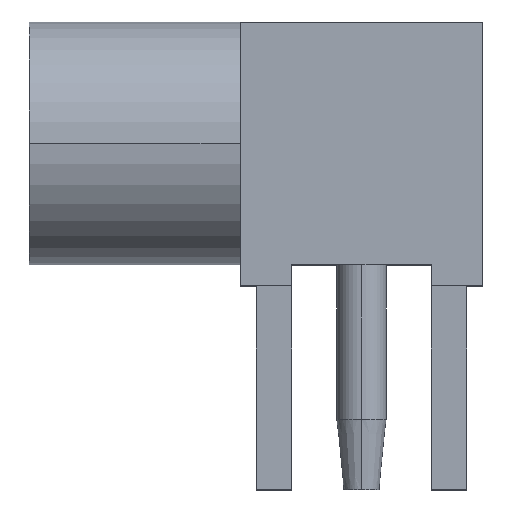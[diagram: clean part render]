
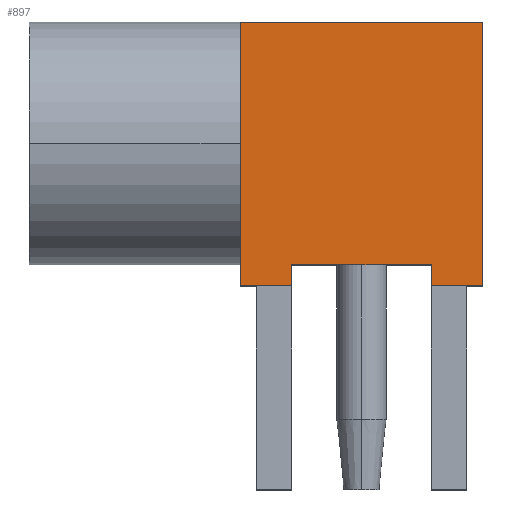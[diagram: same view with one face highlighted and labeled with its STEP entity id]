
A CAD part, top view. The second image highlights one B-rep face of the part: STEP entity #897.
In plain terms, the highlighted planar face has unit normal (0, 0, 1).
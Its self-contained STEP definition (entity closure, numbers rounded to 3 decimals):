
#83 = VECTOR ( 'NONE', #942, 1000. ) ;
#96 = CARTESIAN_POINT ( 'NONE',  ( 5.72, -2.025, 1.725 ) ) ;
#122 = VECTOR ( 'NONE', #1286, 1000. ) ;
#127 = DIRECTION ( 'NONE',  ( 1., 0., 0. ) ) ;
#165 = EDGE_CURVE ( 'NONE', #492, #1664, #1465, .T. ) ;
#175 = AXIS2_PLACEMENT_3D ( 'NONE', #637, #1692, #788 ) ;
#198 = CARTESIAN_POINT ( 'NONE',  ( 6.45, 1.725, 1.725 ) ) ;
#204 = VERTEX_POINT ( 'NONE', #660 ) ;
#269 = VECTOR ( 'NONE', #506, 1000. ) ;
#276 = CARTESIAN_POINT ( 'NONE',  ( 3., 1.725, 1.725 ) ) ;
#284 = ORIENTED_EDGE ( 'NONE', *, *, #628, .F. ) ;
#308 = CARTESIAN_POINT ( 'NONE',  ( 6.45, -2.025, 1.725 ) ) ;
#362 = EDGE_CURVE ( 'NONE', #1568, #1104, #1868, .T. ) ;
#434 = CARTESIAN_POINT ( 'NONE',  ( 3., 1.725, 1.725 ) ) ;
#459 = LINE ( 'NONE', #198, #83 ) ;
#492 = VERTEX_POINT ( 'NONE', #1882 ) ;
#506 = DIRECTION ( 'NONE',  ( 0., -1., 0. ) ) ;
#536 = DIRECTION ( 'NONE',  ( 0., 1., 0. ) ) ;
#553 = EDGE_CURVE ( 'NONE', #1669, #1664, #783, .T. ) ;
#599 = VECTOR ( 'NONE', #1524, 1000. ) ;
#602 = EDGE_CURVE ( 'NONE', #1041, #1669, #1799, .T. ) ;
#622 = ORIENTED_EDGE ( 'NONE', *, *, #165, .T. ) ;
#628 = EDGE_CURVE ( 'NONE', #204, #1404, #1461, .T. ) ;
#637 = CARTESIAN_POINT ( 'NONE',  ( 3., 1.725, 1.725 ) ) ;
#653 = VECTOR ( 'NONE', #760, 1000. ) ;
#656 = CARTESIAN_POINT ( 'NONE',  ( 3., -1.725, 1.725 ) ) ;
#660 = CARTESIAN_POINT ( 'NONE',  ( 3.73, -2.025, 1.725 ) ) ;
#676 = ORIENTED_EDGE ( 'NONE', *, *, #828, .F. ) ;
#732 = CARTESIAN_POINT ( 'NONE',  ( 5.72, -1.725, 1.725 ) ) ;
#760 = DIRECTION ( 'NONE',  ( 1., 0., 0. ) ) ;
#782 = DIRECTION ( 'NONE',  ( 0., -1., 0. ) ) ;
#783 = LINE ( 'NONE', #96, #1156 ) ;
#788 = DIRECTION ( 'NONE',  ( 0., -1., 0. ) ) ;
#828 = EDGE_CURVE ( 'NONE', #1353, #1041, #459, .T. ) ;
#830 = ORIENTED_EDGE ( 'NONE', *, *, #1641, .F. ) ;
#851 = ORIENTED_EDGE ( 'NONE', *, *, #1900, .T. ) ;
#897 = ADVANCED_FACE ( 'NONE', ( #1048 ), #1862, .T. ) ;
#942 = DIRECTION ( 'NONE',  ( 0., -1., 0. ) ) ;
#973 = CARTESIAN_POINT ( 'NONE',  ( 3.73, -2.025, 1.725 ) ) ;
#978 = VECTOR ( 'NONE', #782, 1000. ) ;
#1032 = LINE ( 'NONE', #1254, #978 ) ;
#1041 = VERTEX_POINT ( 'NONE', #1434 ) ;
#1048 = FACE_OUTER_BOUND ( 'NONE', #1383, .T. ) ;
#1056 = VECTOR ( 'NONE', #1231, 1000. ) ;
#1082 = CARTESIAN_POINT ( 'NONE',  ( 3., -2.025, 1.725 ) ) ;
#1104 = VERTEX_POINT ( 'NONE', #1533 ) ;
#1119 = CARTESIAN_POINT ( 'NONE',  ( 6.45, 1.725, 1.725 ) ) ;
#1127 = ORIENTED_EDGE ( 'NONE', *, *, #553, .F. ) ;
#1156 = VECTOR ( 'NONE', #536, 1000. ) ;
#1231 = DIRECTION ( 'NONE',  ( -1., 0., 0. ) ) ;
#1254 = CARTESIAN_POINT ( 'NONE',  ( 3., 1.725, 1.725 ) ) ;
#1265 = LINE ( 'NONE', #276, #1607 ) ;
#1286 = DIRECTION ( 'NONE',  ( 0., 1., 0. ) ) ;
#1289 = LINE ( 'NONE', #973, #122 ) ;
#1318 = EDGE_CURVE ( 'NONE', #1104, #1404, #1032, .T. ) ;
#1328 = ORIENTED_EDGE ( 'NONE', *, *, #1318, .T. ) ;
#1353 = VERTEX_POINT ( 'NONE', #1119 ) ;
#1383 = EDGE_LOOP ( 'NONE', ( #1808, #1328, #284, #851, #622, #1127, #1518, #676, #830 ) ) ;
#1404 = VERTEX_POINT ( 'NONE', #1430 ) ;
#1430 = CARTESIAN_POINT ( 'NONE',  ( 3., -2.025, 1.725 ) ) ;
#1434 = CARTESIAN_POINT ( 'NONE',  ( 6.45, -2.025, 1.725 ) ) ;
#1461 = LINE ( 'NONE', #1082, #599 ) ;
#1465 = LINE ( 'NONE', #656, #653 ) ;
#1518 = ORIENTED_EDGE ( 'NONE', *, *, #602, .F. ) ;
#1524 = DIRECTION ( 'NONE',  ( -1., 0., 0. ) ) ;
#1533 = CARTESIAN_POINT ( 'NONE',  ( 3., 0., 1.725 ) ) ;
#1568 = VERTEX_POINT ( 'NONE', #1615 ) ;
#1607 = VECTOR ( 'NONE', #127, 1000. ) ;
#1615 = CARTESIAN_POINT ( 'NONE',  ( 3., 1.725, 1.725 ) ) ;
#1641 = EDGE_CURVE ( 'NONE', #1568, #1353, #1265, .T. ) ;
#1664 = VERTEX_POINT ( 'NONE', #732 ) ;
#1669 = VERTEX_POINT ( 'NONE', #1787 ) ;
#1692 = DIRECTION ( 'NONE',  ( 0., 0., 1. ) ) ;
#1787 = CARTESIAN_POINT ( 'NONE',  ( 5.72, -2.025, 1.725 ) ) ;
#1799 = LINE ( 'NONE', #308, #1056 ) ;
#1808 = ORIENTED_EDGE ( 'NONE', *, *, #362, .T. ) ;
#1862 = PLANE ( 'NONE',  #175 ) ;
#1868 = LINE ( 'NONE', #434, #269 ) ;
#1882 = CARTESIAN_POINT ( 'NONE',  ( 3.73, -1.725, 1.725 ) ) ;
#1900 = EDGE_CURVE ( 'NONE', #204, #492, #1289, .T. ) ;
